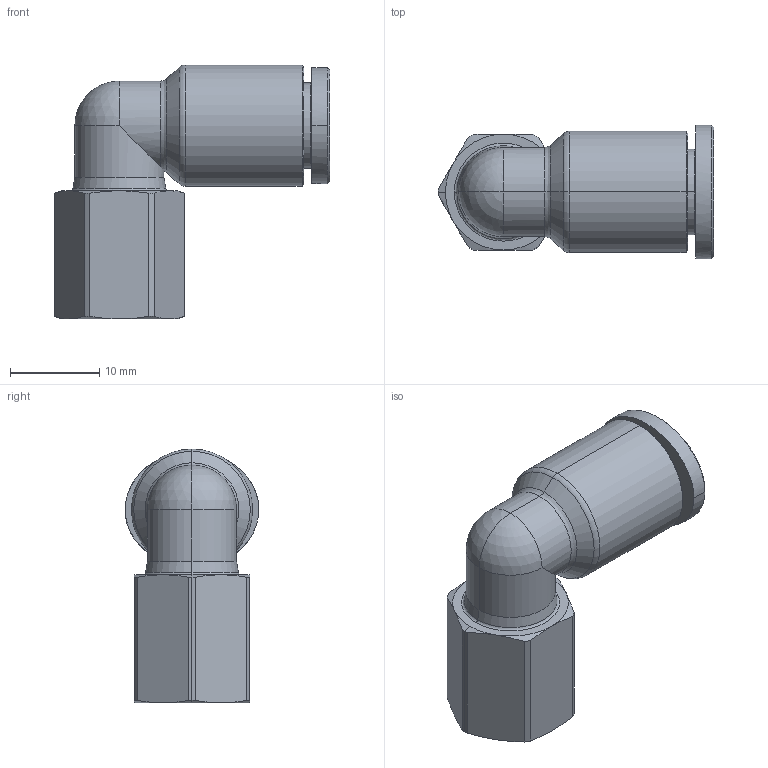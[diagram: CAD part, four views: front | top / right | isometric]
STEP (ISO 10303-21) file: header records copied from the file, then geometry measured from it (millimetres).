
FILE_DESCRIPTION((''),'2;1');
FILE_NAME('GPLF 0801(3D).stp','2012-12-21T10:07:48',(''),(''),'Mechanical Desktop.R8.0.24.0','Mechanical Desktop.R8.0.24.0',', , ');
FILE_SCHEMA(('CONFIG_CONTROL_DESIGN'));
Length unit declared in the file: millimetre
Products named in the file (2): GPLF 0801(3D); ºÎÇ°1
Assembly tree (1 placements, depth 2):
  GPLF 0801(3D)
    ºÎÇ°1
Bounding box: 30.9 x 15 x 28.5 mm (x, y, z)
Volume: 4177.8 mm3; surface area: 2972.7 mm2
Topology: 1 solids, 1 shells, 440 faces, 1216 edges, 797 vertices
Faces by surface type: plane 346, bspline 33, cone 30, cylinder 27, sphere 2, torus 2
Entity records: 14732 total; most frequent: CARTESIAN_POINT 3477, ORIENTED_EDGE 2428, DIRECTION 2155, EDGE_CURVE 1214, VECTOR 1029, LINE 1029, VERTEX_POINT 797, AXIS2_PLACEMENT_3D 563
